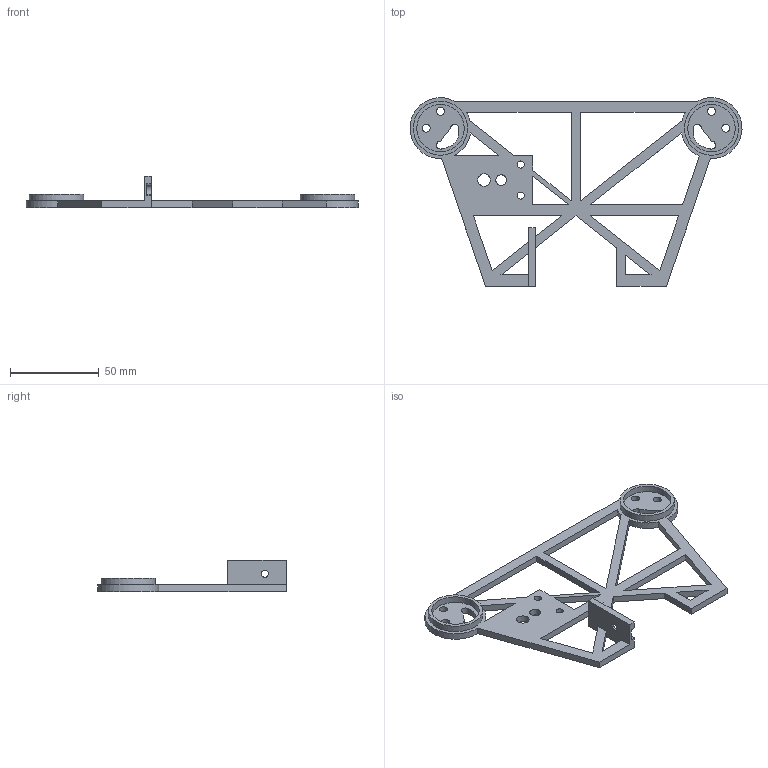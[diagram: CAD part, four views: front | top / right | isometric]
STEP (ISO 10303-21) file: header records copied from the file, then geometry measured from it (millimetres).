
FILE_DESCRIPTION(/* description */ ('STEP AP242','CAx-IF Rec.Pracs.---Representation and Presentation of Product Manufacturing Information (PMI)---4.0---2014-10-13','CAx-IF Rec.Pracs.---3D Tessellated Geometry---0.4---2014-09-14','2;1'),/* implementation_level */ '2;1');
FILE_NAME(/* name */ '67657cec67f02c7fbb44ff74',/* time_stamp */ '2024-12-20T14:19:24Z',/* author */ (''),/* organization */ (''),/* preprocessor_version */ 'ST-DEVELOPER v20',/* originating_system */ 'ONSHAPE BY PTC INC, 1.191',/* authorisation */ ' ');
FILE_SCHEMA (('AP242_MANAGED_MODEL_BASED_3D_ENGINEERING_MIM_LF { 1 0 10303 442 1 1 4 }'));
Length unit declared in the file: metre
Products named in the file (1): Part 1
Bounding box: 186.66 x 106.03 x 17.53 mm (x, y, z)
Volume: 28810.1 mm3; surface area: 23297.6 mm2
Topology: 1 solids, 1 shells, 82 faces, 239 edges, 161 vertices
Faces by surface type: plane 54, cylinder 26, bspline 2
Full cylindrical faces by diameter (mm): 4 x3, 4.5 x4, 6 x1, 7 x1, 26.67 x2, 30.48 x2
Entity records: 2715 total; most frequent: CARTESIAN_POINT 482, ORIENTED_EDGE 442, DIRECTION 431, EDGE_CURVE 221, LINE 165, VECTOR 165, VERTEX_POINT 156, EDGE_LOOP 137
